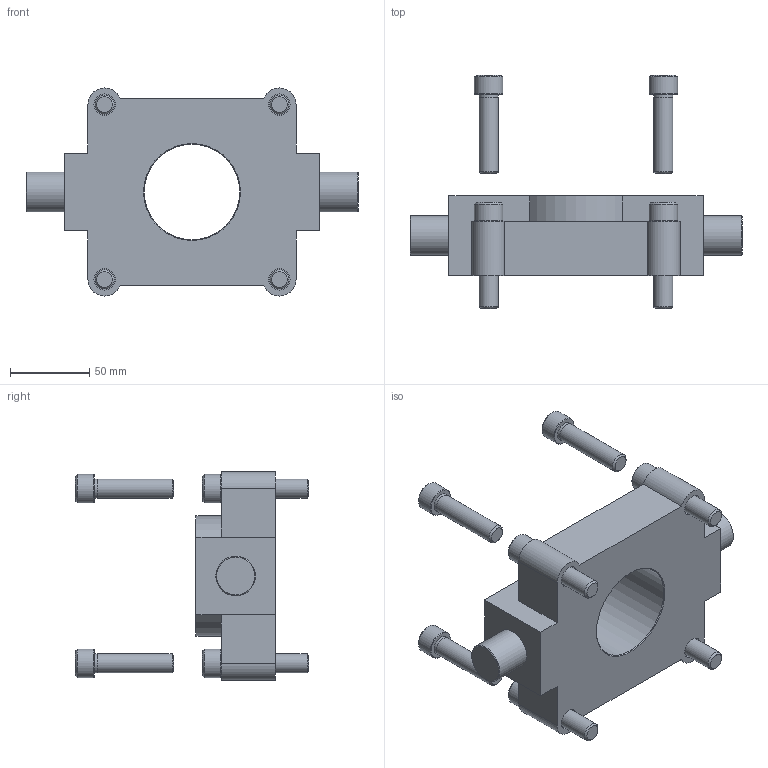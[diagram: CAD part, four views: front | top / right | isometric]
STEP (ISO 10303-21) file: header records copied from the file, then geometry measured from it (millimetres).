
FILE_DESCRIPTION(/* description */ ('STEP AP214'),/* implementation_level */ '2;1');
FILE_NAME(/* name */ '185362_CRZNG-125',/* time_stamp */ '2024-08-09T15:11:15+02:00',/* author */ ('License CC BY-ND 4.0'),/* organization */ ('CADENAS'),/* preprocessor_version */ 'ST-DEVELOPER v19.3',/* originating_system */ 'PARTsolutions',/* authorisation */ ' ');
FILE_SCHEMA (('AUTOMOTIVE_DESIGN {1 0 10303 214 3 1 1}'));
Length unit declared in the file: millimetre
Products named in the file (4): 185362 CRZNG-125; 185362 CRZNG-125---(S); DIN-912 - M12x55(F); DIN-912 - M12x50(F)
Assembly tree (9 placements, depth 2):
  185362 CRZNG-125
    185362 CRZNG-125---(S)
    DIN-912 - M12x55(F)  x4
    DIN-912 - M12x50(F)  x4
Bounding box: 209 x 147 x 130.99 mm (x, y, z)
Volume: 658819.5 mm3; surface area: 99434.8 mm2
Topology: 9 solids, 9 shells, 259 faces, 514 edges, 283 vertices
Faces by surface type: plane 138, cone 92, cylinder 29
Full cylindrical faces by diameter (mm): 12 x8, 13.5 x4, 18 x8, 25 x2, 60 x1
Entity records: 2468 total; most frequent: CARTESIAN_POINT 439, DIRECTION 426, ORIENTED_EDGE 332, AXIS2_PLACEMENT_3D 171, EDGE_CURVE 166, FACE_BOUND 132, EDGE_LOOP 130, VERTEX_POINT 112
